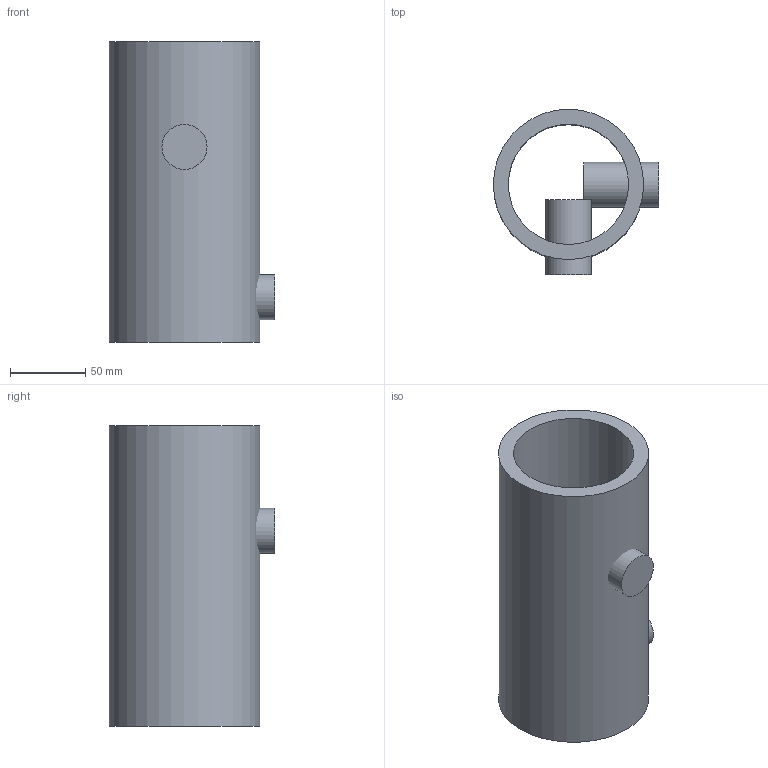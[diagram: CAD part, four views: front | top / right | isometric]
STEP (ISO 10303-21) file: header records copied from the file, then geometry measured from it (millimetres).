
FILE_DESCRIPTION(('FreeCAD Model'),'2;1');
FILE_NAME('Open CASCADE Shape Model','2025-02-08T10:01:08',(''),(''), 'Open CASCADE STEP processor 7.7','FreeCAD','Unknown');
FILE_SCHEMA(('AUTOMOTIVE_DESIGN { 1 0 10303 214 1 1 1 1 }'));
Length unit declared in the file: millimetre
Products named in the file (4): _56; Tube; Zylinder; Zylinder001
Assembly tree (3 placements, depth 2):
  _56
    Tube
    Zylinder
    Zylinder001
Bounding box: 110 x 110 x 200 mm (x, y, z)
Volume: 636172.5 mm3; surface area: 131004.4 mm2
Topology: 3 solids, 3 shells, 10 faces, 12 edges, 8 vertices
Faces by surface type: plane 6, cylinder 4
Full cylindrical faces by diameter (mm): 30 x2, 80 x1, 100 x1
Entity records: 300 total; most frequent: DIRECTION 48, CARTESIAN_POINT 34, ORIENTED_EDGE 24, AXIS2_PLACEMENT_3D 22, FACE_BOUND 12, EDGE_LOOP 12, EDGE_CURVE 12, ADVANCED_FACE 10
